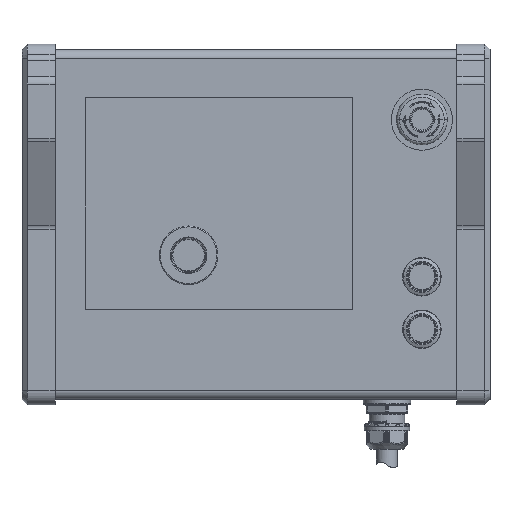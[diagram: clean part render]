
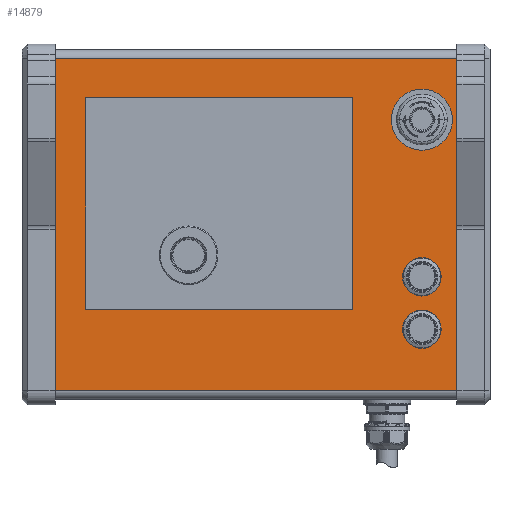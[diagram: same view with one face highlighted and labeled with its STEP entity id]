
A CAD part, top view. The second image highlights one B-rep face of the part: STEP entity #14879.
In plain terms, the highlighted planar face has unit normal (0, 0, 1).
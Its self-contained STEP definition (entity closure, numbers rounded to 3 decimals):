
#23 = LINE ( 'NONE', #22339, #1169 ) ;
#647 = VERTEX_POINT ( 'NONE', #37724 ) ;
#882 = FACE_BOUND ( 'NONE', #34894, .T. ) ;
#1085 = CARTESIAN_POINT ( 'NONE',  ( 125., 95., 32.5 ) ) ;
#1169 = VECTOR ( 'NONE', #35255, 1000. ) ;
#1299 = DIRECTION ( 'NONE',  ( 0., 0., 1. ) ) ;
#1681 = ORIENTED_EDGE ( 'NONE', *, *, #21260, .T. ) ;
#2933 = LINE ( 'NONE', #34628, #12908 ) ;
#2980 = LINE ( 'NONE', #40518, #26811 ) ;
#3003 = EDGE_CURVE ( 'NONE', #34775, #35089, #38569, .T. ) ;
#3025 = VERTEX_POINT ( 'NONE', #33565 ) ;
#3408 = ORIENTED_EDGE ( 'NONE', *, *, #20806, .T. ) ;
#4295 = LINE ( 'NONE', #33274, #26694 ) ;
#4413 = FACE_BOUND ( 'NONE', #31259, .T. ) ;
#5514 = AXIS2_PLACEMENT_3D ( 'NONE', #29874, #1299, #21912 ) ;
#5765 = EDGE_CURVE ( 'NONE', #19140, #3025, #7403, .T. ) ;
#6073 = EDGE_CURVE ( 'NONE', #35089, #34775, #24730, .T. ) ;
#7403 = CIRCLE ( 'NONE', #12748, 11. ) ;
#7538 = ORIENTED_EDGE ( 'NONE', *, *, #31148, .F. ) ;
#7636 = DIRECTION ( 'NONE',  ( -1., 0., 0. ) ) ;
#7700 = CARTESIAN_POINT ( 'NONE',  ( 95., -60., 32.5 ) ) ;
#7756 = DIRECTION ( 'NONE',  ( -1., 0., 0. ) ) ;
#7974 = DIRECTION ( 'NONE',  ( 0., 0., -1. ) ) ;
#8029 = CARTESIAN_POINT ( 'NONE',  ( 124.8, -95., 32.5 ) ) ;
#8748 = EDGE_CURVE ( 'NONE', #37680, #647, #32153, .T. ) ;
#11158 = AXIS2_PLACEMENT_3D ( 'NONE', #15116, #40563, #21593 ) ;
#11687 = CARTESIAN_POINT ( 'NONE',  ( 55.5, 72.5, 32.5 ) ) ;
#12187 = CIRCLE ( 'NONE', #5514, 11. ) ;
#12748 = AXIS2_PLACEMENT_3D ( 'NONE', #31982, #38436, #13009 ) ;
#12834 = VERTEX_POINT ( 'NONE', #11687 ) ;
#12908 = VECTOR ( 'NONE', #38581, 1000. ) ;
#12993 = CARTESIAN_POINT ( 'NONE',  ( 95., -49., 32.5 ) ) ;
#13009 = DIRECTION ( 'NONE',  ( -1., 0., 0. ) ) ;
#13135 = CIRCLE ( 'NONE', #36424, 11. ) ;
#13160 = DIRECTION ( 'NONE',  ( -1., 0., 0. ) ) ;
#13420 = VERTEX_POINT ( 'NONE', #29359 ) ;
#13640 = CARTESIAN_POINT ( 'NONE',  ( 55.5, -48.5, 32.5 ) ) ;
#13825 = CARTESIAN_POINT ( 'NONE',  ( 95., -71., 32.5 ) ) ;
#14538 = EDGE_CURVE ( 'NONE', #647, #13420, #2980, .T. ) ;
#14879 = ADVANCED_FACE ( 'NONE', ( #16721, #29470, #882, #4413, #33604 ), #20263, .F. ) ;
#14945 = EDGE_CURVE ( 'NONE', #17072, #22386, #12187, .T. ) ;
#15029 = EDGE_CURVE ( 'NONE', #38323, #38487, #2933, .T. ) ;
#15116 = CARTESIAN_POINT ( 'NONE',  ( 95., -30., 32.5 ) ) ;
#15257 = CARTESIAN_POINT ( 'NONE',  ( 55.5, 72.5, 32.5 ) ) ;
#15722 = EDGE_LOOP ( 'NONE', ( #3408, #35835, #24041, #1681 ) ) ;
#15825 = CIRCLE ( 'NONE', #11158, 11. ) ;
#16162 = ORIENTED_EDGE ( 'NONE', *, *, #8748, .T. ) ;
#16721 = FACE_OUTER_BOUND ( 'NONE', #15722, .T. ) ;
#16858 = DIRECTION ( 'NONE',  ( -1., 0., 0. ) ) ;
#17072 = VERTEX_POINT ( 'NONE', #13825 ) ;
#17324 = CARTESIAN_POINT ( 'NONE',  ( 77.5, 60., 32.5 ) ) ;
#18157 = EDGE_CURVE ( 'NONE', #12834, #37680, #31330, .T. ) ;
#19140 = VERTEX_POINT ( 'NONE', #22196 ) ;
#19344 = ORIENTED_EDGE ( 'NONE', *, *, #5765, .F. ) ;
#20263 = PLANE ( 'NONE',  #23481 ) ;
#20357 = VERTEX_POINT ( 'NONE', #8029 ) ;
#20516 = LINE ( 'NONE', #33454, #39118 ) ;
#20806 = EDGE_CURVE ( 'NONE', #38501, #38323, #23, .T. ) ;
#20847 = CARTESIAN_POINT ( 'NONE',  ( 95., 60., 32.5 ) ) ;
#20923 = CARTESIAN_POINT ( 'NONE',  ( 112.5, 60., 32.5 ) ) ;
#21064 = DIRECTION ( 'NONE',  ( -1., 0., 0. ) ) ;
#21259 = EDGE_LOOP ( 'NONE', ( #37373, #16162, #35836, #37283 ) ) ;
#21260 = EDGE_CURVE ( 'NONE', #20357, #38501, #20516, .T. ) ;
#21593 = DIRECTION ( 'NONE',  ( -1., 0., 0. ) ) ;
#21804 = EDGE_CURVE ( 'NONE', #13420, #12834, #39767, .T. ) ;
#21912 = DIRECTION ( 'NONE',  ( -1., 0., 0. ) ) ;
#22196 = CARTESIAN_POINT ( 'NONE',  ( 95., -41., 32.5 ) ) ;
#22339 = CARTESIAN_POINT ( 'NONE',  ( 125., 95., 32.5 ) ) ;
#22386 = VERTEX_POINT ( 'NONE', #12993 ) ;
#22426 = VECTOR ( 'NONE', #33618, 1000. ) ;
#22583 = EDGE_LOOP ( 'NONE', ( #34411, #31157 ) ) ;
#23481 = AXIS2_PLACEMENT_3D ( 'NONE', #1085, #7974, #7756 ) ;
#23780 = CARTESIAN_POINT ( 'NONE',  ( 55.5, -48.5, 32.5 ) ) ;
#24041 = ORIENTED_EDGE ( 'NONE', *, *, #37381, .F. ) ;
#24730 = CIRCLE ( 'NONE', #34732, 17.5 ) ;
#26349 = CARTESIAN_POINT ( 'NONE',  ( 124.8, 95., 32.5 ) ) ;
#26494 = ORIENTED_EDGE ( 'NONE', *, *, #14945, .F. ) ;
#26630 = CARTESIAN_POINT ( 'NONE',  ( 55.5, 72.5, 32.5 ) ) ;
#26694 = VECTOR ( 'NONE', #7636, 1000. ) ;
#26811 = VECTOR ( 'NONE', #36983, 1000. ) ;
#29359 = CARTESIAN_POINT ( 'NONE',  ( -97.5, 72.5, 32.5 ) ) ;
#29470 = FACE_BOUND ( 'NONE', #21259, .T. ) ;
#29874 = CARTESIAN_POINT ( 'NONE',  ( 95., -60., 32.5 ) ) ;
#29988 = DIRECTION ( 'NONE',  ( 1., 0., 0. ) ) ;
#30582 = AXIS2_PLACEMENT_3D ( 'NONE', #20847, #36684, #33759 ) ;
#30626 = VECTOR ( 'NONE', #21064, 1000. ) ;
#31148 = EDGE_CURVE ( 'NONE', #22386, #17072, #13135, .T. ) ;
#31157 = ORIENTED_EDGE ( 'NONE', *, *, #3003, .F. ) ;
#31259 = EDGE_LOOP ( 'NONE', ( #19344, #40082 ) ) ;
#31330 = LINE ( 'NONE', #15257, #22426 ) ;
#31725 = DIRECTION ( 'NONE',  ( 0., 0., 1. ) ) ;
#31982 = CARTESIAN_POINT ( 'NONE',  ( 95., -30., 32.5 ) ) ;
#32153 = LINE ( 'NONE', #23780, #30626 ) ;
#32509 = VECTOR ( 'NONE', #29988, 1000. ) ;
#33243 = DIRECTION ( 'NONE',  ( 0., 1., 0. ) ) ;
#33274 = CARTESIAN_POINT ( 'NONE',  ( 125., -95., 32.5 ) ) ;
#33288 = CARTESIAN_POINT ( 'NONE',  ( -124.8, 95., 32.5 ) ) ;
#33443 = EDGE_CURVE ( 'NONE', #3025, #19140, #15825, .T. ) ;
#33454 = CARTESIAN_POINT ( 'NONE',  ( 124.8, 95., 32.5 ) ) ;
#33565 = CARTESIAN_POINT ( 'NONE',  ( 95., -19., 32.5 ) ) ;
#33604 = FACE_BOUND ( 'NONE', #22583, .T. ) ;
#33618 = DIRECTION ( 'NONE',  ( 0., -1., 0. ) ) ;
#33759 = DIRECTION ( 'NONE',  ( -1., 0., 0. ) ) ;
#34411 = ORIENTED_EDGE ( 'NONE', *, *, #6073, .F. ) ;
#34628 = CARTESIAN_POINT ( 'NONE',  ( -124.8, 95., 32.5 ) ) ;
#34732 = AXIS2_PLACEMENT_3D ( 'NONE', #38798, #31725, #13160 ) ;
#34775 = VERTEX_POINT ( 'NONE', #20923 ) ;
#34894 = EDGE_LOOP ( 'NONE', ( #26494, #7538 ) ) ;
#35089 = VERTEX_POINT ( 'NONE', #17324 ) ;
#35255 = DIRECTION ( 'NONE',  ( -1., 0., 0. ) ) ;
#35835 = ORIENTED_EDGE ( 'NONE', *, *, #15029, .T. ) ;
#35836 = ORIENTED_EDGE ( 'NONE', *, *, #14538, .T. ) ;
#35838 = DIRECTION ( 'NONE',  ( 0., 0., 1. ) ) ;
#36424 = AXIS2_PLACEMENT_3D ( 'NONE', #7700, #35838, #16858 ) ;
#36684 = DIRECTION ( 'NONE',  ( 0., 0., 1. ) ) ;
#36983 = DIRECTION ( 'NONE',  ( 0., 1., 0. ) ) ;
#37243 = CARTESIAN_POINT ( 'NONE',  ( -124.8, -95., 32.5 ) ) ;
#37283 = ORIENTED_EDGE ( 'NONE', *, *, #21804, .T. ) ;
#37373 = ORIENTED_EDGE ( 'NONE', *, *, #18157, .T. ) ;
#37381 = EDGE_CURVE ( 'NONE', #20357, #38487, #4295, .T. ) ;
#37680 = VERTEX_POINT ( 'NONE', #13640 ) ;
#37724 = CARTESIAN_POINT ( 'NONE',  ( -97.5, -48.5, 32.5 ) ) ;
#38323 = VERTEX_POINT ( 'NONE', #33288 ) ;
#38436 = DIRECTION ( 'NONE',  ( 0., 0., 1. ) ) ;
#38487 = VERTEX_POINT ( 'NONE', #37243 ) ;
#38501 = VERTEX_POINT ( 'NONE', #26349 ) ;
#38569 = CIRCLE ( 'NONE', #30582, 17.5 ) ;
#38581 = DIRECTION ( 'NONE',  ( 0., -1., 0. ) ) ;
#38798 = CARTESIAN_POINT ( 'NONE',  ( 95., 60., 32.5 ) ) ;
#39118 = VECTOR ( 'NONE', #33243, 1000. ) ;
#39767 = LINE ( 'NONE', #26630, #32509 ) ;
#40082 = ORIENTED_EDGE ( 'NONE', *, *, #33443, .F. ) ;
#40518 = CARTESIAN_POINT ( 'NONE',  ( -97.5, 72.5, 32.5 ) ) ;
#40563 = DIRECTION ( 'NONE',  ( 0., 0., 1. ) ) ;
